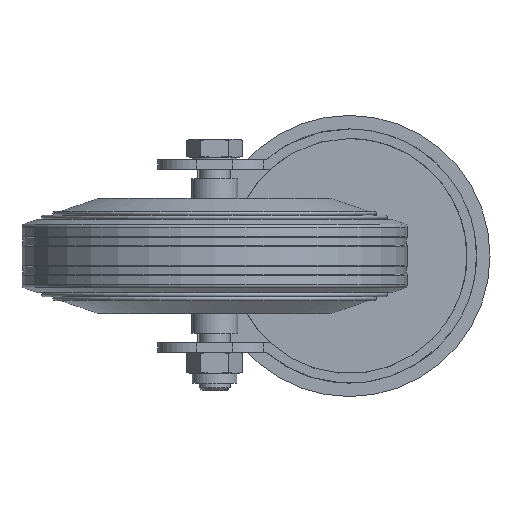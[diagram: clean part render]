
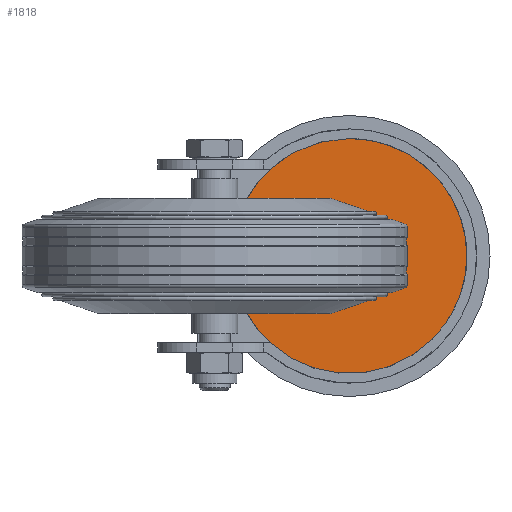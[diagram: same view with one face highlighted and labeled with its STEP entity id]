
A CAD part, front view. The second image highlights one B-rep face of the part: STEP entity #1818.
In plain terms, the highlighted planar face has unit normal (0, -1, 0).
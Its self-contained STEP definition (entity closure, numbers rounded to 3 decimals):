
#182=FACE_BOUND('',#405,.T.);
#217=PLANE('',#2077);
#274=FACE_OUTER_BOUND('',#404,.T.);
#404=EDGE_LOOP('',(#1342));
#405=EDGE_LOOP('',(#1343));
#553=CIRCLE('',#2069,30.5);
#557=CIRCLE('',#2078,6.);
#861=VERTEX_POINT('',#3021);
#868=VERTEX_POINT('',#3046);
#1032=EDGE_CURVE('',#861,#861,#553,.T.);
#1045=EDGE_CURVE('',#868,#868,#557,.F.);
#1342=ORIENTED_EDGE('',*,*,#1032,.T.);
#1343=ORIENTED_EDGE('',*,*,#1045,.T.);
#1818=ADVANCED_FACE('',(#274,#182),#217,.T.);
#2069=AXIS2_PLACEMENT_3D('',#3022,#2398,#2399);
#2077=AXIS2_PLACEMENT_3D('',#3045,#2423,#2424);
#2078=AXIS2_PLACEMENT_3D('',#3047,#2425,#2426);
#2398=DIRECTION('center_axis',(0.,-1.,0.));
#2399=DIRECTION('ref_axis',(0.,0.,-1.));
#2423=DIRECTION('center_axis',(0.,-1.,0.));
#2424=DIRECTION('ref_axis',(0.,0.,-1.));
#2425=DIRECTION('center_axis',(0.,-1.,0.));
#2426=DIRECTION('ref_axis',(0.,0.,-1.));
#3021=CARTESIAN_POINT('',(35.,64.,30.5));
#3022=CARTESIAN_POINT('Origin',(35.,64.,0.));
#3045=CARTESIAN_POINT('Origin',(35.,64.,0.));
#3046=CARTESIAN_POINT('',(35.,64.,6.));
#3047=CARTESIAN_POINT('Origin',(35.,64.,0.));
